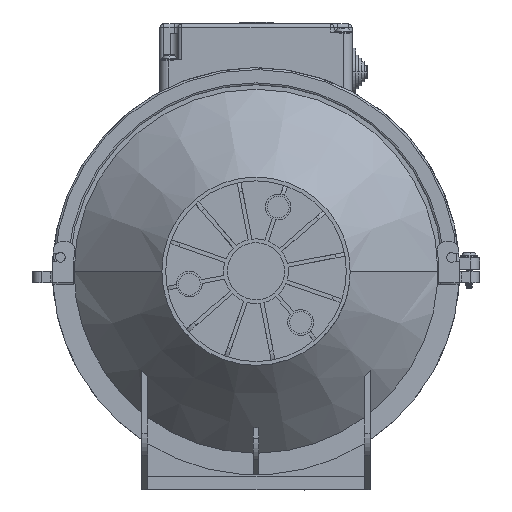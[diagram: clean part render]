
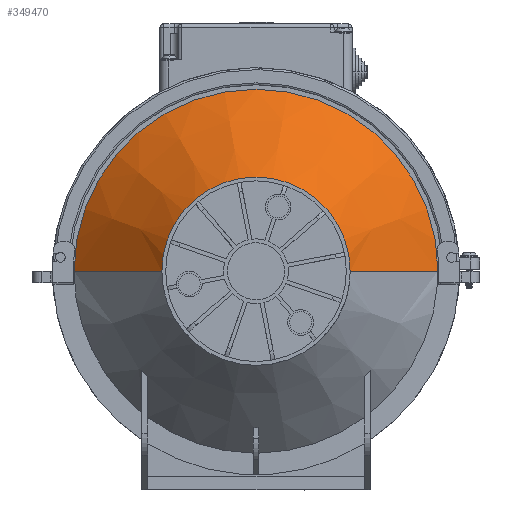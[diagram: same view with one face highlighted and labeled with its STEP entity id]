
A CAD part, front view. The second image highlights one B-rep face of the part: STEP entity #349470.
In plain terms, the highlighted conical face has half-angle 43.33 degrees and reference radius 95.651 mm.
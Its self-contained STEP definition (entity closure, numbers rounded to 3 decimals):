
#290030=CARTESIAN_POINT('',(-0.019,-1.548,
0.089));
#290040=DIRECTION('',(0.,-1.,0.));
#290050=DIRECTION('',(0.918,0.,
0.395));
#290060=AXIS2_PLACEMENT_3D('',#290030,#290040,#290050);
#290070=CIRCLE('',#290060,95.651);
#290080=CARTESIAN_POINT('',(-87.874,-1.548,
-37.736));
#290090=VERTEX_POINT('',#290080);
#290120=CARTESIAN_POINT('',(-87.874,-1.548,
-37.736));
#290130=DIRECTION('',(-0.63,-0.727,
-0.271));
#290140=VECTOR('',#290130,139.394);
#290150=LINE('',#290120,#290140);
#290160=CARTESIAN_POINT('',(-45.485,47.376,
-19.485));
#290170=VERTEX_POINT('',#290160);
#290180=EDGE_CURVE('',#290170,#290090,#290150,.T.);
#290200=CARTESIAN_POINT('',(-0.019,47.376,
0.089));
#290210=DIRECTION('',(0.,1.,0.));
#290220=DIRECTION('',(0.918,0.,
0.395));
#290230=AXIS2_PLACEMENT_3D('',#290200,#290210,#290220);
#290240=CIRCLE('',#290230,49.5);
#290290=CARTESIAN_POINT('',(45.446,47.376,
19.664));
#290300=VERTEX_POINT('',#290290);
#290330=CARTESIAN_POINT('',(87.835,-1.548,
37.915));
#290340=DIRECTION('',(0.63,-0.727,
0.271));
#290350=VECTOR('',#290340,139.394);
#290360=LINE('',#290330,#290350);
#290370=CARTESIAN_POINT('',(87.711,-1.405,
37.861));
#290380=VERTEX_POINT('',#290370);
#290390=EDGE_CURVE('',#290300,#290380,#290360,.T.);
#296550=CARTESIAN_POINT('',(87.835,-1.548,
37.915));
#296560=VERTEX_POINT('',#296550);
#296590=EDGE_CURVE('',#290090,#296560,#290070,.T.);
#305410=EDGE_CURVE('',#290380,#296560,#290360,.T.);
#345180=EDGE_CURVE('',#290300,#290170,#290240,.T.);
#349350=CARTESIAN_POINT('',(-0.019,-1.548,
0.089));
#349360=DIRECTION('',(0.,-1.,0.));
#349370=DIRECTION('',(0.918,0.,
0.395));
#349380=AXIS2_PLACEMENT_3D('',#349350,#349360,#349370);
#349390=CONICAL_SURFACE('',#349380,95.651,0.756);
#349400=ORIENTED_EDGE('',*,*,#296590,.F.);
#349410=ORIENTED_EDGE('',*,*,#305410,.T.);
#349420=ORIENTED_EDGE('',*,*,#290390,.T.);
#349430=ORIENTED_EDGE('',*,*,#345180,.F.);
#349440=ORIENTED_EDGE('',*,*,#290180,.F.);
#349450=EDGE_LOOP('',(#349440,#349430,#349420,#349410,#349400));
#349460=FACE_OUTER_BOUND('',#349450,.T.);
#349470=ADVANCED_FACE('',(#349460),#349390,.T.);
